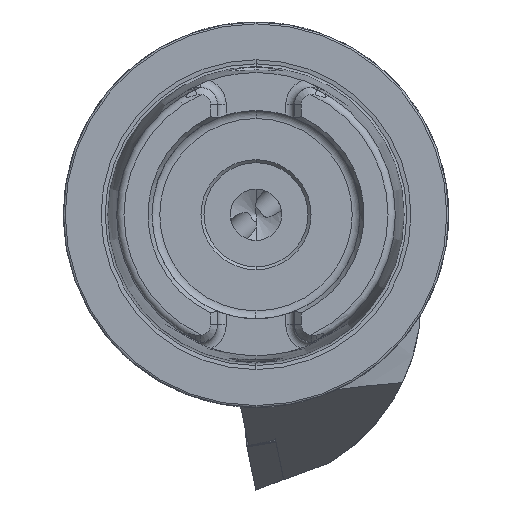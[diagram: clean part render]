
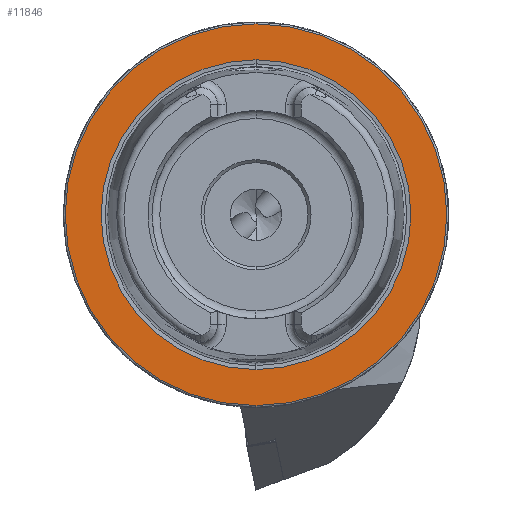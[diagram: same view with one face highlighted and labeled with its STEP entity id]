
A CAD part, left-side view. The second image highlights one B-rep face of the part: STEP entity #11846.
In plain terms, the highlighted planar face has unit normal (-1, 0, 0).
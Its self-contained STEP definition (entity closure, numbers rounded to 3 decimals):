
#121 = AXIS2_PLACEMENT_3D ( 'NONE', #3594, #11071, #1448 ) ;
#728 = CIRCLE ( 'NONE', #10616, 25.324 ) ;
#928 = CARTESIAN_POINT ( 'NONE',  ( 0., 0., 25.324 ) ) ;
#1426 = AXIS2_PLACEMENT_3D ( 'NONE', #7976, #5696, #2600 ) ;
#1448 = DIRECTION ( 'NONE',  ( 0., 0., 1. ) ) ;
#1517 = ORIENTED_EDGE ( 'NONE', *, *, #3247, .T. ) ;
#2600 = DIRECTION ( 'NONE',  ( 0., 0., 1. ) ) ;
#3247 = EDGE_CURVE ( 'NONE', #13992, #5348, #6755, .T. ) ;
#3286 = FACE_BOUND ( 'NONE', #7869, .T. ) ;
#3375 = EDGE_LOOP ( 'NONE', ( #1517, #12494 ) ) ;
#3594 = CARTESIAN_POINT ( 'NONE',  ( 0., 0., 0. ) ) ;
#3627 = CARTESIAN_POINT ( 'NONE',  ( 0., 0., 0. ) ) ;
#3975 = FACE_OUTER_BOUND ( 'NONE', #3375, .T. ) ;
#4268 = CARTESIAN_POINT ( 'NONE',  ( 0., 0., 31.2 ) ) ;
#4289 = AXIS2_PLACEMENT_3D ( 'NONE', #13701, #7518, #5383 ) ;
#4822 = VERTEX_POINT ( 'NONE', #928 ) ;
#5348 = VERTEX_POINT ( 'NONE', #10514 ) ;
#5383 = DIRECTION ( 'NONE',  ( 0., 0., -1. ) ) ;
#5590 = CARTESIAN_POINT ( 'NONE',  ( 0., 0., 0. ) ) ;
#5696 = DIRECTION ( 'NONE',  ( -1., 0., 0. ) ) ;
#5714 = EDGE_CURVE ( 'NONE', #9072, #4822, #10451, .T. ) ;
#6755 = CIRCLE ( 'NONE', #121, 31.2 ) ;
#6853 = DIRECTION ( 'NONE',  ( 0., 0., 1. ) ) ;
#7026 = ORIENTED_EDGE ( 'NONE', *, *, #13575, .F. ) ;
#7261 = CARTESIAN_POINT ( 'NONE',  ( 0., 0., -25.324 ) ) ;
#7395 = EDGE_CURVE ( 'NONE', #5348, #13992, #8383, .T. ) ;
#7518 = DIRECTION ( 'NONE',  ( 1., 0., 0. ) ) ;
#7869 = EDGE_LOOP ( 'NONE', ( #7026, #13322 ) ) ;
#7976 = CARTESIAN_POINT ( 'NONE',  ( 0., 0., 0. ) ) ;
#8383 = CIRCLE ( 'NONE', #8722, 31.2 ) ;
#8722 = AXIS2_PLACEMENT_3D ( 'NONE', #5590, #10057, #11335 ) ;
#9072 = VERTEX_POINT ( 'NONE', #7261 ) ;
#10057 = DIRECTION ( 'NONE',  ( -1., 0., 0. ) ) ;
#10392 = PLANE ( 'NONE',  #4289 ) ;
#10451 = CIRCLE ( 'NONE', #1426, 25.324 ) ;
#10514 = CARTESIAN_POINT ( 'NONE',  ( 0., 0., -31.2 ) ) ;
#10616 = AXIS2_PLACEMENT_3D ( 'NONE', #3627, #12256, #6853 ) ;
#11071 = DIRECTION ( 'NONE',  ( -1., 0., 0. ) ) ;
#11335 = DIRECTION ( 'NONE',  ( 0., 0., 1. ) ) ;
#11846 = ADVANCED_FACE ( 'NONE', ( #3286, #3975 ), #10392, .F. ) ;
#12256 = DIRECTION ( 'NONE',  ( -1., 0., 0. ) ) ;
#12494 = ORIENTED_EDGE ( 'NONE', *, *, #7395, .T. ) ;
#13322 = ORIENTED_EDGE ( 'NONE', *, *, #5714, .F. ) ;
#13575 = EDGE_CURVE ( 'NONE', #4822, #9072, #728, .T. ) ;
#13701 = CARTESIAN_POINT ( 'NONE',  ( 0., 31.2, 0. ) ) ;
#13992 = VERTEX_POINT ( 'NONE', #4268 ) ;
